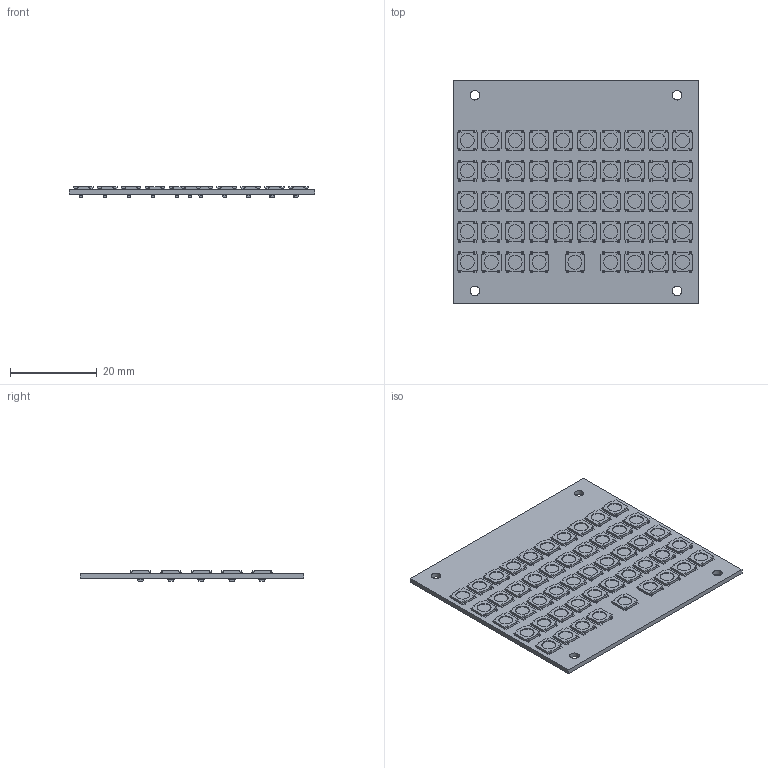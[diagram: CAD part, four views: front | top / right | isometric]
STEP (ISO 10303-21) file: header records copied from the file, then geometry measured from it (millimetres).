
FILE_DESCRIPTION(('KiCad electronic assembly'),'2;1');
FILE_NAME('airMouse-keyboard.step','2025-02-19T20:11:04',('Pcbnew'),( 'Kicad'),'Open CASCADE STEP processor 7.6','KiCad to STEP converter' ,'Unknown');
FILE_SCHEMA(('AUTOMOTIVE_DESIGN { 1 0 10303 214 1 1 1 1 }'));
Length unit declared in the file: millimetre
Products named in the file (6): airMouse-keyboard 1; TL3315NF100Q; Body; D_SOD-523; D_SOD_523; airMouse-keyboard_PCB
Assembly tree (101 placements, depth 3):
  airMouse-keyboard 1
    TL3315NF100Q  x49
      Body
    D_SOD-523  x49
      D_SOD_523
    airMouse-keyboard_PCB
Bounding box: 56.5 x 51.5 x 2.42 mm (x, y, z)
Volume: 3615.6 mm3; surface area: 8818.4 mm2
Topology: 99 solids, 99 shells, 3881 faces, 9579 edges, 6190 vertices
Faces by surface type: plane 3338, bspline 490, cylinder 53
Full cylindrical faces by diameter (mm): 2.2 x4, 3.2 x49
Entity records: 3668 total; most frequent: CARTESIAN_POINT 614, DIRECTION 579, ORIENTED_EDGE 438, EDGE_CURVE 219, LINE 197, VECTOR 197, AXIS2_PLACEMENT_3D 191, VERTEX_POINT 142
